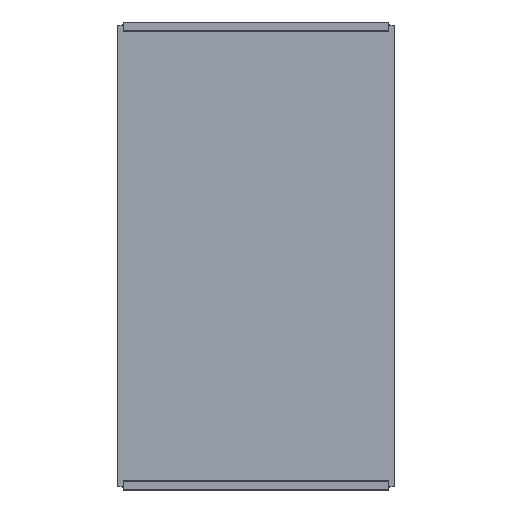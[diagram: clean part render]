
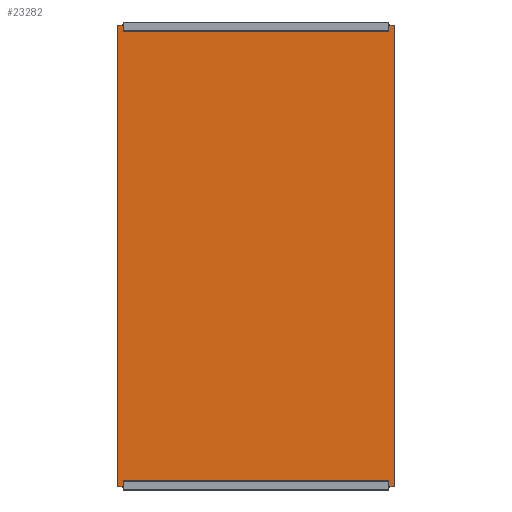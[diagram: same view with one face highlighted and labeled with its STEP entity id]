
A CAD part, front view. The second image highlights one B-rep face of the part: STEP entity #23282.
In plain terms, the highlighted planar face has unit normal (0, -1, 0).
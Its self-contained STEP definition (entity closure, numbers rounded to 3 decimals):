
#12834=CARTESIAN_POINT('',(-589.0,-2.,-999.5));
#12835=VERTEX_POINT('',#12834);
#12843=CARTESIAN_POINT('',(-589.,-2.0,-1025.));
#12844=VERTEX_POINT('',#12843);
#12845=CARTESIAN_POINT('',(-589.0,-2.0,-1025.));
#12846=DIRECTION('',(0.0,0.0,1.0));
#12847=VECTOR('',#12846,25.5);
#12848=LINE('',#12845,#12847);
#12849=EDGE_CURVE('',#12844,#12835,#12848,.T.);
#13968=CARTESIAN_POINT('',(589.0,-2.,-999.5));
#13969=VERTEX_POINT('',#13968);
#13977=CARTESIAN_POINT('',(-589.0,-2.,-999.5));
#13978=DIRECTION('',(1.0,0.0,0.0));
#13979=VECTOR('',#13978,1178.0);
#13980=LINE('',#13977,#13979);
#13981=EDGE_CURVE('',#12835,#13969,#13980,.T.);
#13993=CARTESIAN_POINT('',(589.0,-2.,-1025.));
#13994=VERTEX_POINT('',#13993);
#15382=CARTESIAN_POINT('',(589.0,-2.0,-999.5));
#15383=DIRECTION('',(0.0,0.0,-1.0));
#15384=VECTOR('',#15383,25.5);
#15385=LINE('',#15382,#15384);
#15386=EDGE_CURVE('',#13969,#13994,#15385,.T.);
#20584=CARTESIAN_POINT('',(589.0,-2.,999.5));
#20585=VERTEX_POINT('',#20584);
#20593=CARTESIAN_POINT('',(589.,-2.0,1025.));
#20594=VERTEX_POINT('',#20593);
#20595=CARTESIAN_POINT('',(589.0,-2.0,1025.));
#20596=DIRECTION('',(0.0,0.0,-1.0));
#20597=VECTOR('',#20596,25.5);
#20598=LINE('',#20595,#20597);
#20599=EDGE_CURVE('',#20594,#20585,#20598,.T.);
#21711=CARTESIAN_POINT('',(-589.0,-2.,999.5));
#21712=VERTEX_POINT('',#21711);
#21720=CARTESIAN_POINT('',(589.0,-2.0,999.5));
#21721=DIRECTION('',(-1.0,0.0,0.0));
#21722=VECTOR('',#21721,1178.0);
#21723=LINE('',#21720,#21722);
#21724=EDGE_CURVE('',#20585,#21712,#21723,.T.);
#21736=CARTESIAN_POINT('',(-589.0,-2.,1025.));
#21737=VERTEX_POINT('',#21736);
#23113=CARTESIAN_POINT('',(-589.0,-2.0,999.5));
#23114=DIRECTION('',(0.0,0.0,1.0));
#23115=VECTOR('',#23114,25.5);
#23116=LINE('',#23113,#23115);
#23117=EDGE_CURVE('',#21712,#21737,#23116,.T.);
#23225=CARTESIAN_POINT('',(0.,-2.0,0.));
#23226=DIRECTION('',(0.0,1.0,0.0));
#23227=DIRECTION('',(0.0,0.0,1.0));
#23228=AXIS2_PLACEMENT_3D('',#23225,#23226,#23227);
#23229=PLANE('',#23228);
#23230=ORIENTED_EDGE('',*,*,#15386,.T.);
#23231=CARTESIAN_POINT('',(615.,-2.0,-1025.));
#23232=VERTEX_POINT('',#23231);
#23233=CARTESIAN_POINT('',(615.,-2.0,-1025.));
#23234=DIRECTION('',(-1.0,0.0,0.0));
#23235=VECTOR('',#23234,26.);
#23236=LINE('',#23233,#23235);
#23237=EDGE_CURVE('',#23232,#13994,#23236,.T.);
#23238=ORIENTED_EDGE('',*,*,#23237,.F.);
#23239=CARTESIAN_POINT('',(615.,-2.0,1025.));
#23240=VERTEX_POINT('',#23239);
#23241=CARTESIAN_POINT('',(615.,-2.0,1025.));
#23242=DIRECTION('',(0.0,0.0,-1.0));
#23243=VECTOR('',#23242,2050.);
#23244=LINE('',#23241,#23243);
#23245=EDGE_CURVE('',#23240,#23232,#23244,.T.);
#23246=ORIENTED_EDGE('',*,*,#23245,.F.);
#23247=CARTESIAN_POINT('',(589.,-2.0,1025.));
#23248=DIRECTION('',(1.0,0.0,0.0));
#23249=VECTOR('',#23248,26.);
#23250=LINE('',#23247,#23249);
#23251=EDGE_CURVE('',#20594,#23240,#23250,.T.);
#23252=ORIENTED_EDGE('',*,*,#23251,.F.);
#23253=ORIENTED_EDGE('',*,*,#20599,.T.);
#23254=ORIENTED_EDGE('',*,*,#21724,.T.);
#23255=ORIENTED_EDGE('',*,*,#23117,.T.);
#23256=CARTESIAN_POINT('',(-615.,-2.0,1025.));
#23257=VERTEX_POINT('',#23256);
#23258=CARTESIAN_POINT('',(-615.,-2.0,1025.));
#23259=DIRECTION('',(1.0,0.0,0.0));
#23260=VECTOR('',#23259,26.);
#23261=LINE('',#23258,#23260);
#23262=EDGE_CURVE('',#23257,#21737,#23261,.T.);
#23263=ORIENTED_EDGE('',*,*,#23262,.F.);
#23264=CARTESIAN_POINT('',(-615.,-2.0,-1025.));
#23265=VERTEX_POINT('',#23264);
#23266=CARTESIAN_POINT('',(-615.,-2.0,-1025.));
#23267=DIRECTION('',(0.0,0.0,1.0));
#23268=VECTOR('',#23267,2050.);
#23269=LINE('',#23266,#23268);
#23270=EDGE_CURVE('',#23265,#23257,#23269,.T.);
#23271=ORIENTED_EDGE('',*,*,#23270,.F.);
#23272=CARTESIAN_POINT('',(-589.,-2.0,-1025.));
#23273=DIRECTION('',(-1.0,0.0,0.0));
#23274=VECTOR('',#23273,26.0);
#23275=LINE('',#23272,#23274);
#23276=EDGE_CURVE('',#12844,#23265,#23275,.T.);
#23277=ORIENTED_EDGE('',*,*,#23276,.F.);
#23278=ORIENTED_EDGE('',*,*,#12849,.T.);
#23279=ORIENTED_EDGE('',*,*,#13981,.T.);
#23280=EDGE_LOOP('',(#23230,#23238,#23246,#23252,#23253,#23254,#23255,#23263,#23271,#23277,#23278,#23279));
#23281=FACE_OUTER_BOUND('',#23280,.T.);
#23282=ADVANCED_FACE('',(#23281),#23229,.F.);
